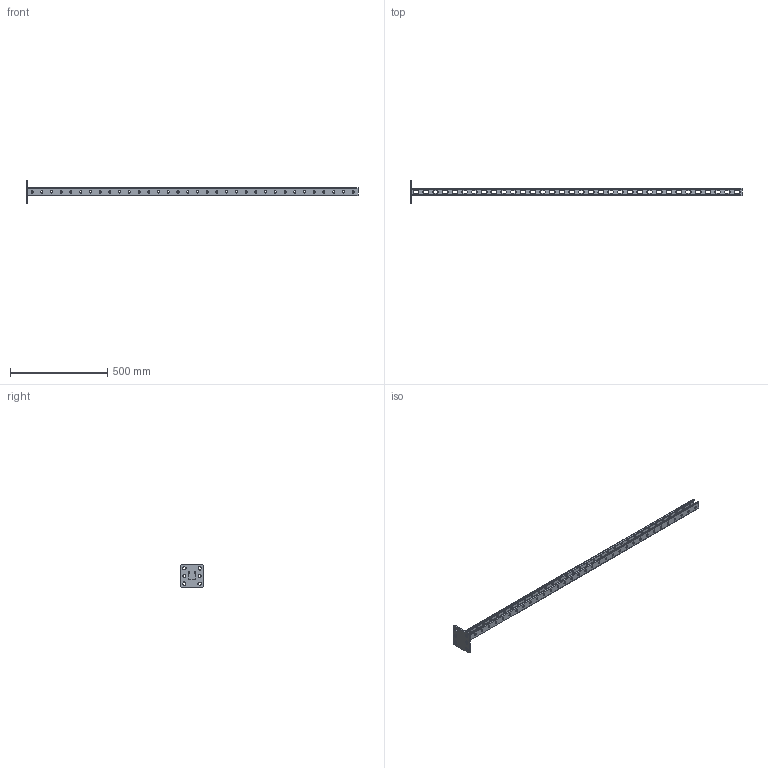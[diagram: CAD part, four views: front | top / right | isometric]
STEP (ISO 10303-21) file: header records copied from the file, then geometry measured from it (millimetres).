
FILE_DESCRIPTION (( 'STEP AP203' ), '1' );
FILE_NAME ('Êðîíøòåéí ïîòîëî÷íûé îäèíàðíûé_h41-1700.step', '2022-01-27T08:28:45', ( '' ), ( '' ), 'SwSTEP 2.0', 'SolidWorks 2017', '' );
FILE_SCHEMA (( 'CONFIG_CONTROL_DESIGN' ));
Products named in the file (3): Ïÿòêà ïîòîëî÷êàÿ; STRUT-镳铘桦黖h41-1700; Êðîíøòåéí ïîòîëî÷íûé îäèíàðíûé_h41-1700
Assembly tree (2 placements, depth 2):
  Êðîíøòåéí ïîòîëî÷íûé îäèíàðíûé_h41-1700
    Ïÿòêà ïîòîëî÷êàÿ
    STRUT-镳铘桦黖h41-1700
Bounding box: 1706 x 120 x 120 mm (x, y, z)
Volume: 602391 mm3; surface area: 472196.6 mm2
Topology: 2 solids, 2 shells, 2098 faces, 6234 edges, 4140 vertices
Faces by surface type: plane 1864, cylinder 234
Entity records: 69919 total; most frequent: CARTESIAN_POINT 12477, ORIENTED_EDGE 12468, DIRECTION 10908, EDGE_CURVE 6234, LINE 5766, VECTOR 5766, VERTEX_POINT 4140, AXIS2_PLACEMENT_3D 2571
